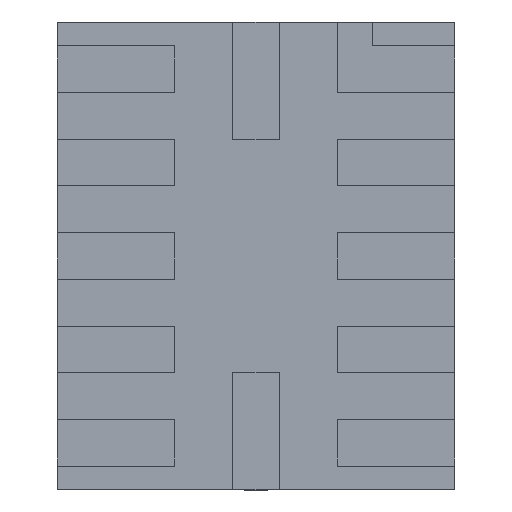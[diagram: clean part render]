
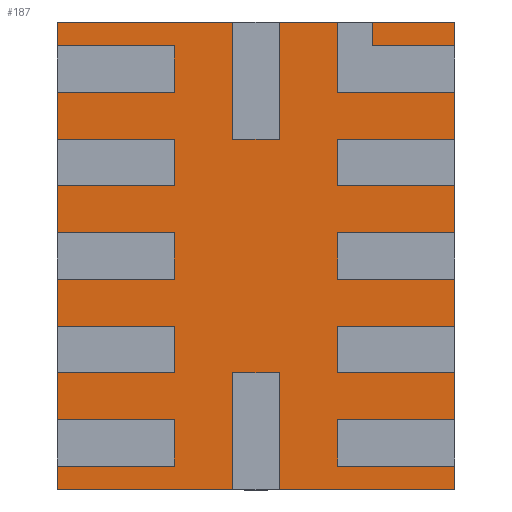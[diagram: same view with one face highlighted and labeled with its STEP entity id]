
A CAD part, top view. The second image highlights one B-rep face of the part: STEP entity #187.
In plain terms, the highlighted planar face has unit normal (0, 0, 1).
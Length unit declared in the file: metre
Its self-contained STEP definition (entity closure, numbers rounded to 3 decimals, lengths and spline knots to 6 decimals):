
#187=ADVANCED_FACE('0:560',(#293),#294,.T.);
#293=FACE_OUTER_BOUND('',#482,.T.);
#294=PLANE('',#483);
#482=EDGE_LOOP('',(#691,#692,#693,#694));
#483=AXIS2_PLACEMENT_3D('',#695,#696,#697);
#691=ORIENTED_EDGE('',*,*,#1312,.F.);
#692=ORIENTED_EDGE('',*,*,#1322,.F.);
#693=ORIENTED_EDGE('',*,*,#1319,.F.);
#694=ORIENTED_EDGE('',*,*,#1316,.F.);
#695=CARTESIAN_POINT('',(0.276297,-0.089221,-0.000076));
#696=DIRECTION('',(0.,0.,1.0));
#697=DIRECTION('',(1.0,0.0,0.));
#1312=EDGE_CURVE('0:566',#1510,#1511,#1512,.T.);
#1316=EDGE_CURVE('0:578',#1511,#1518,#1519,.T.);
#1319=EDGE_CURVE('0:587',#1518,#1523,#1524,.T.);
#1322=EDGE_CURVE('0:596',#1523,#1510,#1528,.T.);
#1510=VERTEX_POINT('',#1820);
#1511=VERTEX_POINT('',#1821);
#1512=LINE('',#1822,#1823);
#1518=VERTEX_POINT('',#1832);
#1519=LINE('',#1833,#1834);
#1523=VERTEX_POINT('',#1840);
#1524=LINE('',#1841,#1842);
#1528=LINE('',#1848,#1849);
#1820=CARTESIAN_POINT('',(0.297887,-0.063821,-0.000076));
#1821=CARTESIAN_POINT('',(0.297887,-0.114621,-0.000076));
#1822=CARTESIAN_POINT('',(0.297887,-0.114621,-0.000076));
#1823=VECTOR('',#2316,0.0254);
#1832=CARTESIAN_POINT('',(0.254707,-0.114621,-0.000076));
#1833=CARTESIAN_POINT('',(0.254707,-0.114621,-0.000076));
#1834=VECTOR('',#2320,0.0254);
#1840=CARTESIAN_POINT('',(0.254707,-0.063821,-0.000076));
#1841=CARTESIAN_POINT('',(0.254707,-0.063821,-0.000076));
#1842=VECTOR('',#2323,0.0254);
#1848=CARTESIAN_POINT('',(0.297887,-0.063821,-0.000076));
#1849=VECTOR('',#2326,0.0254);
#2316=DIRECTION('',(0.0,-1.0,0.0));
#2320=DIRECTION('',(-1.0,0.,0.0));
#2323=DIRECTION('',(0.,1.0,0.0));
#2326=DIRECTION('',(1.0,0.0,0.0));
